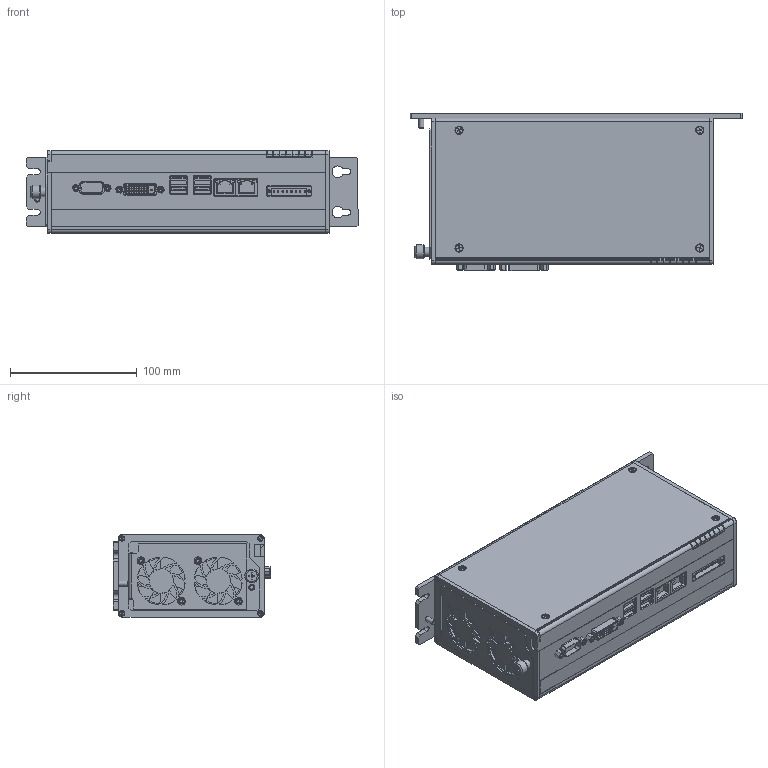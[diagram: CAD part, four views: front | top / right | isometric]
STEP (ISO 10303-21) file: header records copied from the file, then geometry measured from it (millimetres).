
FILE_DESCRIPTION((''),'2;1');
FILE_NAME('C6920-K0507.stp','2010-05-07T11:46:10',('christianparmenter'),(''),'Autodesk Inventor 2011','Autodesk Inventor 2011','');
FILE_SCHEMA(('AUTOMOTIVE_DESIGN { 1 0 10303 214 1 1 1 1 }'));
Length unit declared in the file: millimetre
Products named in the file (1): Bauteil340
Bounding box: 262 x 124.52 x 65.2 mm (x, y, z)
Volume: 1575397.9 mm3; surface area: 257437.8 mm2
Topology: 1 solids, 11 shells, 2264 faces, 5992 edges, 3907 vertices
Faces by surface type: plane 1516, cylinder 460, cone 217, torus 65, bspline 6
Full cylindrical faces by diameter (mm): 1.567 x4, 1.752 x2, 2 x6, 2.2 x6, 2.459 x8, 2.693 x4, 3 x14, 3.1 x2, 3.2 x3, 3.571 x4, 3.8 x6, 3.9 x2, 4 x7, 4.2 x4, 4.25 x1, 4.4 x8, 4.5 x4, 5.5 x6, 5.56 x1, 6 x4, 7.5 x1, 8.4 x4, 10.8 x1, 38 x2
Entity records: 71401 total; most frequent: CARTESIAN_POINT 13288, ORIENTED_EDGE 11410, DIRECTION 11297, EDGE_CURVE 5705, VECTOR 4047, LINE 4047, VERTEX_POINT 3834, AXIS2_PLACEMENT_3D 3625
